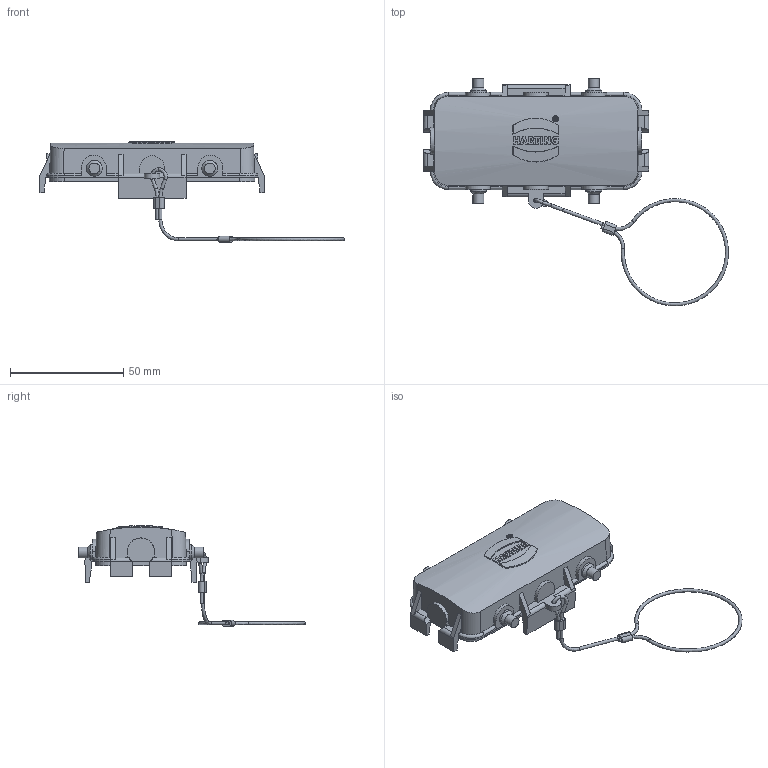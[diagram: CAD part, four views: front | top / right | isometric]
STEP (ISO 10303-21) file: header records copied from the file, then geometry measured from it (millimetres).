
FILE_DESCRIPTION(/* description */ (''),/* implementation_level */ '2;1');
FILE_NAME(/* name */ '100173194ugm000_d.stp',/* time_stamp */ '2019-09-06T10:28:25+02:00',/* author */ (''),/* organization */ (''),/* preprocessor_version */ 'ST-DEVELOPER v16.7',/* originating_system */ 'SIEMENS PLM Software NX 12.0',/* authorisation */ '');
FILE_SCHEMA (('AUTOMOTIVE_DESIGN { 1 0 10303 214 3 1 1 1 }'));
Length unit declared in the file: millimetre
Products named in the file (1): 100173194ugm000_d
Bounding box: 134.82 x 100.63 x 44.56 mm (x, y, z)
Volume: 20703.5 mm3; surface area: 19276.6 mm2
Topology: 1 solids, 1 shells, 316 faces, 851 edges, 564 vertices
Faces by surface type: plane 158, cylinder 72, bspline 68, cone 8, extrusion 6, torus 4
Full cylindrical faces by diameter (mm): 2.1 x1, 4.8 x4, 7 x4
Entity records: 13472 total; most frequent: CARTESIAN_POINT 5239, ORIENTED_EDGE 1612, DIRECTION 1202, EDGE_CURVE 806, VERTEX_POINT 549, VECTOR 448, LINE 442, EDGE_LOOP 379
